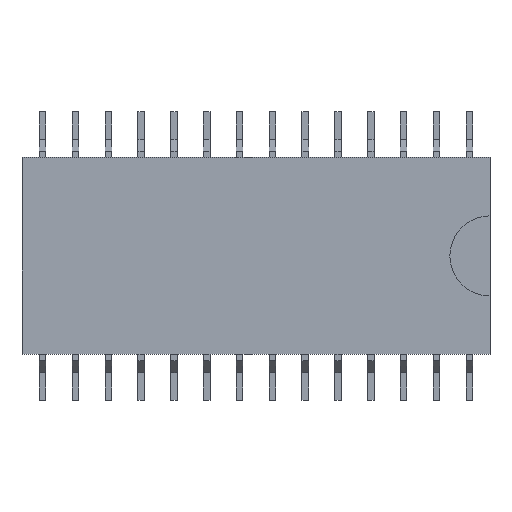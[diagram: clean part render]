
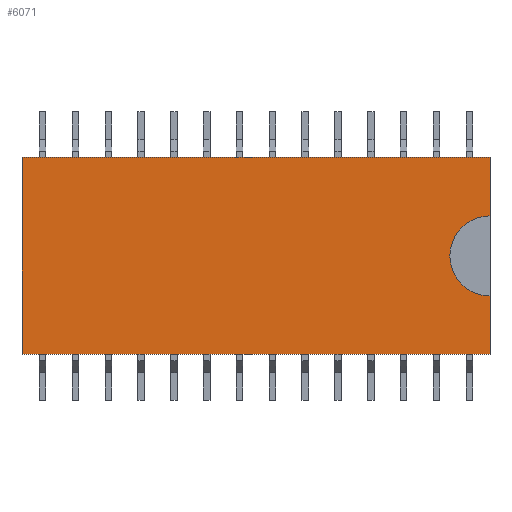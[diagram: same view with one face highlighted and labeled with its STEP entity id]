
A CAD part, top view. The second image highlights one B-rep face of the part: STEP entity #6071.
In plain terms, the highlighted planar face has unit normal (0, 0, 1).
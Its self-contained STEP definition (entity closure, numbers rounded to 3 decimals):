
#105 = VERTEX_POINT ( 'NONE', #6677 ) ;
#166 = EDGE_CURVE ( 'NONE', #3424, #2719, #699, .T. ) ;
#211 = CARTESIAN_POINT ( 'NONE',  ( 5.918, 2.915, 0.66 ) ) ;
#315 = DIRECTION ( 'NONE',  ( 1., 0., 0. ) ) ;
#448 = CARTESIAN_POINT ( 'NONE',  ( -12.192, -4.705, 0.66 ) ) ;
#699 = LINE ( 'NONE', #3869, #5857 ) ;
#1011 = CIRCLE ( 'NONE', #1905, 1.552 ) ;
#1905 = AXIS2_PLACEMENT_3D ( 'NONE', #7212, #4724, #7173 ) ;
#2078 = PLANE ( 'NONE',  #4847 ) ;
#2300 = CARTESIAN_POINT ( 'NONE',  ( 5.918, 2.915, 0.66 ) ) ;
#2349 = ORIENTED_EDGE ( 'NONE', *, *, #166, .T. ) ;
#2719 = VERTEX_POINT ( 'NONE', #448 ) ;
#2772 = EDGE_LOOP ( 'NONE', ( #6596, #2794, #5145, #2349, #7930, #7851 ) ) ;
#2794 = ORIENTED_EDGE ( 'NONE', *, *, #5235, .T. ) ;
#3357 = DIRECTION ( 'NONE',  ( 0., 0., -1. ) ) ;
#3392 = FACE_OUTER_BOUND ( 'NONE', #2772, .T. ) ;
#3424 = VERTEX_POINT ( 'NONE', #5882 ) ;
#3428 = VECTOR ( 'NONE', #4151, 1000. ) ;
#3869 = CARTESIAN_POINT ( 'NONE',  ( -12.192, 2.915, 0.66 ) ) ;
#3896 = LINE ( 'NONE', #4537, #4176 ) ;
#3914 = CARTESIAN_POINT ( 'NONE',  ( 0., 0., 0.66 ) ) ;
#4081 = VERTEX_POINT ( 'NONE', #7747 ) ;
#4125 = VERTEX_POINT ( 'NONE', #4383 ) ;
#4141 = DIRECTION ( 'NONE',  ( 0., 1., 0. ) ) ;
#4151 = DIRECTION ( 'NONE',  ( 0., 1., 0. ) ) ;
#4174 = LINE ( 'NONE', #2300, #7149 ) ;
#4176 = VECTOR ( 'NONE', #315, 1000. ) ;
#4234 = CARTESIAN_POINT ( 'NONE',  ( 5.918, 2.915, 0.66 ) ) ;
#4272 = EDGE_CURVE ( 'NONE', #2719, #4081, #3896, .T. ) ;
#4383 = CARTESIAN_POINT ( 'NONE',  ( 5.918, -2.447, 0.66 ) ) ;
#4537 = CARTESIAN_POINT ( 'NONE',  ( 5.918, -4.705, 0.66 ) ) ;
#4724 = DIRECTION ( 'NONE',  ( 0., 0., 1. ) ) ;
#4810 = EDGE_CURVE ( 'NONE', #4081, #4125, #4910, .T. ) ;
#4847 = AXIS2_PLACEMENT_3D ( 'NONE', #3914, #3357, #5800 ) ;
#4893 = DIRECTION ( 'NONE',  ( -1., 0., 0. ) ) ;
#4910 = LINE ( 'NONE', #4234, #3428 ) ;
#4936 = VERTEX_POINT ( 'NONE', #211 ) ;
#5012 = CARTESIAN_POINT ( 'NONE',  ( 5.918, 2.915, 0.66 ) ) ;
#5145 = ORIENTED_EDGE ( 'NONE', *, *, #5731, .T. ) ;
#5235 = EDGE_CURVE ( 'NONE', #105, #4936, #4174, .T. ) ;
#5731 = EDGE_CURVE ( 'NONE', #4936, #3424, #7422, .T. ) ;
#5800 = DIRECTION ( 'NONE',  ( -1., 0., 0. ) ) ;
#5857 = VECTOR ( 'NONE', #6276, 1000. ) ;
#5882 = CARTESIAN_POINT ( 'NONE',  ( -12.192, 2.915, 0.66 ) ) ;
#5903 = EDGE_CURVE ( 'NONE', #105, #4125, #1011, .T. ) ;
#6071 = ADVANCED_FACE ( 'NONE', ( #3392 ), #2078, .F. ) ;
#6276 = DIRECTION ( 'NONE',  ( 0., -1., 0. ) ) ;
#6513 = VECTOR ( 'NONE', #4893, 1000. ) ;
#6596 = ORIENTED_EDGE ( 'NONE', *, *, #5903, .F. ) ;
#6677 = CARTESIAN_POINT ( 'NONE',  ( 5.918, 0.657, 0.66 ) ) ;
#7149 = VECTOR ( 'NONE', #4141, 1000. ) ;
#7173 = DIRECTION ( 'NONE',  ( 1., 0., 0. ) ) ;
#7212 = CARTESIAN_POINT ( 'NONE',  ( 5.918, -0.895, 0.66 ) ) ;
#7422 = LINE ( 'NONE', #5012, #6513 ) ;
#7747 = CARTESIAN_POINT ( 'NONE',  ( 5.918, -4.705, 0.66 ) ) ;
#7851 = ORIENTED_EDGE ( 'NONE', *, *, #4810, .T. ) ;
#7930 = ORIENTED_EDGE ( 'NONE', *, *, #4272, .T. ) ;
